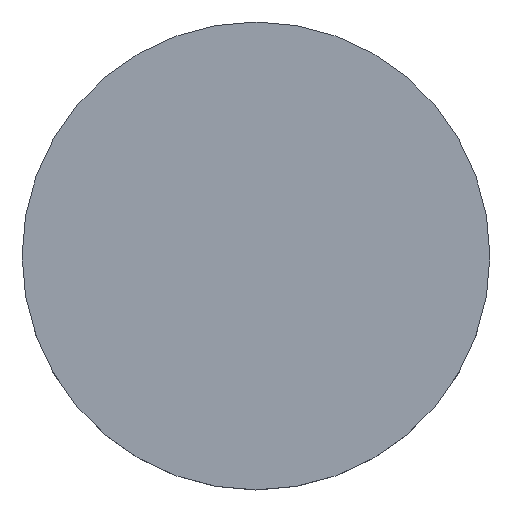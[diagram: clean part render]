
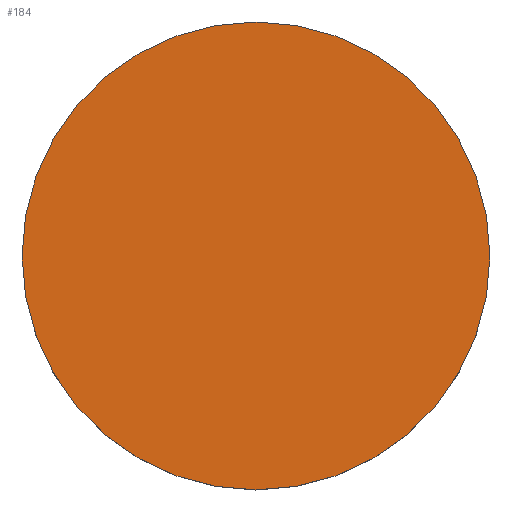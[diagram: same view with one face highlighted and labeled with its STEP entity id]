
A CAD part, top view. The second image highlights one B-rep face of the part: STEP entity #184.
In plain terms, the highlighted planar face has unit normal (0, 0, 1).
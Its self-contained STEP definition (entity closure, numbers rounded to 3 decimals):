
#14 = CARTESIAN_POINT ( 'NONE',  ( 12.7, 0., 3.1 ) ) ;
#31 = CIRCLE ( 'NONE', #77, 12.7 ) ;
#32 = EDGE_CURVE ( 'NONE', #47, #78, #49, .T. ) ;
#47 = VERTEX_POINT ( 'NONE', #211 ) ;
#49 = CIRCLE ( 'NONE', #235, 12.7 ) ;
#63 = FACE_OUTER_BOUND ( 'NONE', #80, .T. ) ;
#77 = AXIS2_PLACEMENT_3D ( 'NONE', #132, #131, #150 ) ;
#78 = VERTEX_POINT ( 'NONE', #14 ) ;
#80 = EDGE_LOOP ( 'NONE', ( #227, #83 ) ) ;
#81 = CARTESIAN_POINT ( 'NONE',  ( 0., 26.112, 3.1 ) ) ;
#83 = ORIENTED_EDGE ( 'NONE', *, *, #32, .F. ) ;
#108 = AXIS2_PLACEMENT_3D ( 'NONE', #81, #201, #167 ) ;
#127 = DIRECTION ( 'NONE',  ( 0., 0., -1. ) ) ;
#131 = DIRECTION ( 'NONE',  ( 0., 0., -1. ) ) ;
#132 = CARTESIAN_POINT ( 'NONE',  ( 0., 0., 3.1 ) ) ;
#150 = DIRECTION ( 'NONE',  ( 1., 0., 0. ) ) ;
#159 = DIRECTION ( 'NONE',  ( 1., 0., 0. ) ) ;
#167 = DIRECTION ( 'NONE',  ( 1., 0., 0. ) ) ;
#171 = EDGE_CURVE ( 'NONE', #78, #47, #31, .T. ) ;
#180 = PLANE ( 'NONE',  #108 ) ;
#184 = ADVANCED_FACE ( 'NONE', ( #63 ), #180, .T. ) ;
#201 = DIRECTION ( 'NONE',  ( 0., 0., 1. ) ) ;
#211 = CARTESIAN_POINT ( 'NONE',  ( -12.7, 0., 3.1 ) ) ;
#227 = ORIENTED_EDGE ( 'NONE', *, *, #171, .F. ) ;
#229 = CARTESIAN_POINT ( 'NONE',  ( 0., 0., 3.1 ) ) ;
#235 = AXIS2_PLACEMENT_3D ( 'NONE', #229, #127, #159 ) ;
